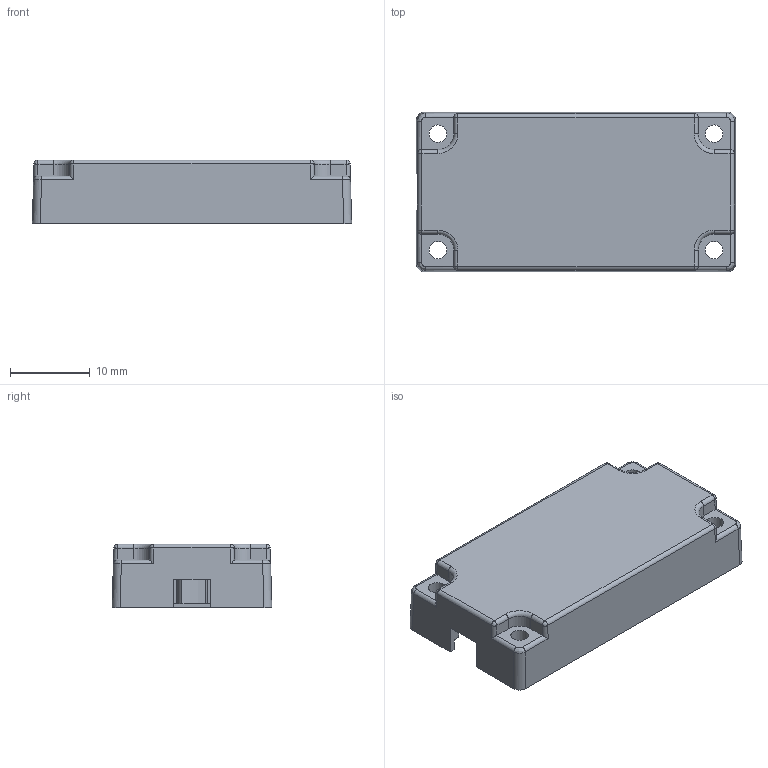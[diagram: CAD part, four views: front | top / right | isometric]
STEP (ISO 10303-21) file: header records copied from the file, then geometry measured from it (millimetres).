
FILE_DESCRIPTION(/* description */ (''),/* implementation_level */ '2;1');
FILE_NAME(/* name */ 'Bottom Plate.ipt.step',/* time_stamp */ '2020-04-16T23:14:26-04:00',/* author */ ('Hannah'),/* organization */ (''),/* preprocessor_version */ 'ST-DEVELOPER v17',/* originating_system */ 'Autodesk Inventor 2019',/* authorisation */ '');
FILE_SCHEMA (('AUTOMOTIVE_DESIGN { 1 0 10303 214 3 1 1 }'));
Length unit declared in the file: inch
Products named in the file (1): Bottom Plate
Bounding box: 40 x 20 x 8 mm (x, y, z)
Volume: 2322.9 mm3; surface area: 3612.1 mm2
Topology: 1 solids, 1 shells, 159 faces, 437 edges, 283 vertices
Faces by surface type: plane 79, cylinder 60, bspline 8, sphere 8, torus 4
Full cylindrical faces by diameter (mm): 1.4 x3, 2.2 x4, 4 x1
Entity records: 5895 total; most frequent: CARTESIAN_POINT 1720, DIRECTION 876, ORIENTED_EDGE 874, EDGE_CURVE 437, AXIS2_PLACEMENT_3D 307, VERTEX_POINT 283, LINE 262, VECTOR 262
